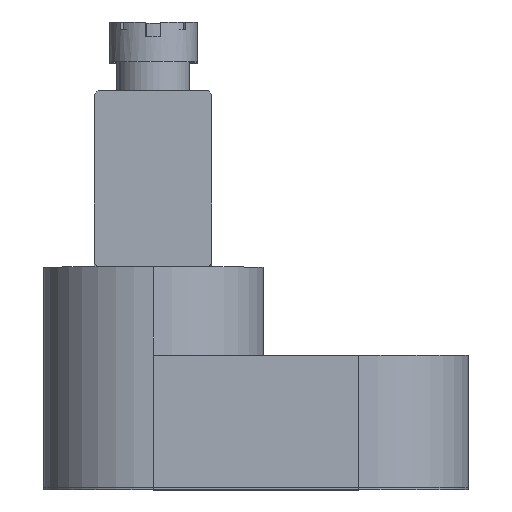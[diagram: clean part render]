
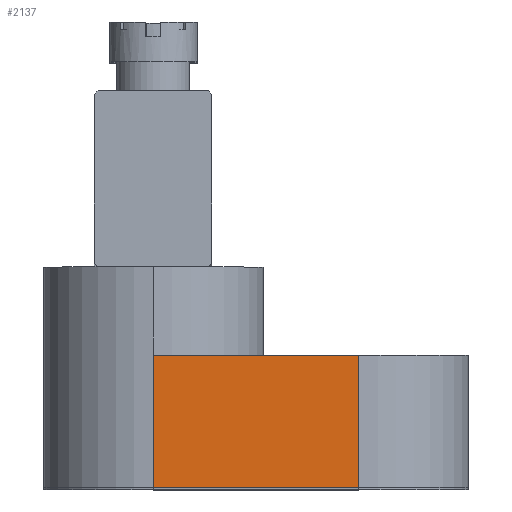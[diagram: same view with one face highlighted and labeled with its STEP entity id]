
A CAD part, top view. The second image highlights one B-rep face of the part: STEP entity #2137.
In plain terms, the highlighted planar face has unit normal (0, 0, 1).
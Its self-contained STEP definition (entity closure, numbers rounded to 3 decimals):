
#219 = DIRECTION ( 'NONE',  ( -1., 0., 0. ) ) ;
#240 = DIRECTION ( 'NONE',  ( 0., 0., -1. ) ) ;
#275 = CARTESIAN_POINT ( 'NONE',  ( -14.5, 9., 7.5 ) ) ;
#335 = VERTEX_POINT ( 'NONE', #5619 ) ;
#340 = PLANE ( 'NONE',  #5032 ) ;
#392 = VECTOR ( 'NONE', #5704, 1000. ) ;
#557 = CARTESIAN_POINT ( 'NONE',  ( 7., 0., 7.5 ) ) ;
#957 = ORIENTED_EDGE ( 'NONE', *, *, #4649, .F. ) ;
#1013 = CARTESIAN_POINT ( 'NONE',  ( -7., 9., 7.5 ) ) ;
#1407 = VERTEX_POINT ( 'NONE', #557 ) ;
#1522 = VERTEX_POINT ( 'NONE', #6687 ) ;
#1820 = VECTOR ( 'NONE', #3001, 1000. ) ;
#1830 = LINE ( 'NONE', #5710, #392 ) ;
#2137 = ADVANCED_FACE ( 'NONE', ( #7107 ), #340, .F. ) ;
#3001 = DIRECTION ( 'NONE',  ( 1., 0., 0. ) ) ;
#3027 = CARTESIAN_POINT ( 'NONE',  ( -14.5, 0., 7.5 ) ) ;
#3132 = DIRECTION ( 'NONE',  ( 0., 1., 0. ) ) ;
#3218 = CARTESIAN_POINT ( 'NONE',  ( -7., -10.607, 7.5 ) ) ;
#3410 = VECTOR ( 'NONE', #4667, 1000. ) ;
#3925 = ORIENTED_EDGE ( 'NONE', *, *, #4042, .T. ) ;
#4042 = EDGE_CURVE ( 'NONE', #1407, #1522, #1830, .T. ) ;
#4107 = ORIENTED_EDGE ( 'NONE', *, *, #4671, .T. ) ;
#4360 = EDGE_CURVE ( 'NONE', #5994, #1522, #5068, .T. ) ;
#4649 = EDGE_CURVE ( 'NONE', #335, #5994, #5147, .T. ) ;
#4667 = DIRECTION ( 'NONE',  ( 1., 0., 0. ) ) ;
#4671 = EDGE_CURVE ( 'NONE', #335, #1407, #6517, .T. ) ;
#4675 = CARTESIAN_POINT ( 'NONE',  ( -14.5, 9., 7.5 ) ) ;
#5032 = AXIS2_PLACEMENT_3D ( 'NONE', #275, #240, #219 ) ;
#5068 = LINE ( 'NONE', #4675, #3410 ) ;
#5147 = LINE ( 'NONE', #3218, #6683 ) ;
#5619 = CARTESIAN_POINT ( 'NONE',  ( -7., 0., 7.5 ) ) ;
#5661 = EDGE_LOOP ( 'NONE', ( #3925, #6774, #957, #4107 ) ) ;
#5704 = DIRECTION ( 'NONE',  ( 0., 1., 0. ) ) ;
#5710 = CARTESIAN_POINT ( 'NONE',  ( 7., -10.607, 7.5 ) ) ;
#5994 = VERTEX_POINT ( 'NONE', #1013 ) ;
#6517 = LINE ( 'NONE', #3027, #1820 ) ;
#6683 = VECTOR ( 'NONE', #3132, 1000. ) ;
#6687 = CARTESIAN_POINT ( 'NONE',  ( 7., 9., 7.5 ) ) ;
#6774 = ORIENTED_EDGE ( 'NONE', *, *, #4360, .F. ) ;
#7107 = FACE_OUTER_BOUND ( 'NONE', #5661, .T. ) ;
